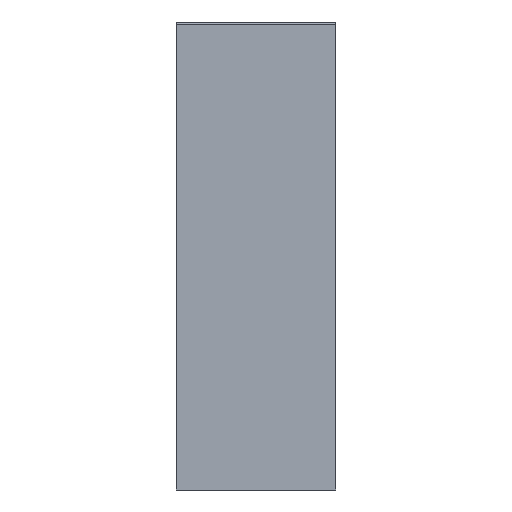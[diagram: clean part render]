
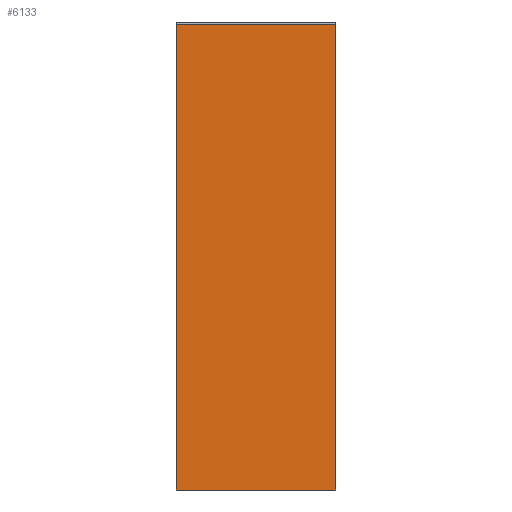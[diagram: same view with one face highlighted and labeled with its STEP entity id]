
A CAD part, left-side view. The second image highlights one B-rep face of the part: STEP entity #6133.
In plain terms, the highlighted planar face has unit normal (-1, -0.027, 0).
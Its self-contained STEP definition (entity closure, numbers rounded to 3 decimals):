
#50 = EDGE_LOOP ( 'NONE', ( #2292, #3168, #5583, #357 ) ) ;
#167 = CARTESIAN_POINT ( 'NONE',  ( -492.631, -143., -210. ) ) ;
#357 = ORIENTED_EDGE ( 'NONE', *, *, #9077, .F. ) ;
#381 = DIRECTION ( 'NONE',  ( -0.027, 1., 0.002 ) ) ;
#1157 = LINE ( 'NONE', #8744, #1311 ) ;
#1167 = VERTEX_POINT ( 'NONE', #4032 ) ;
#1232 = FACE_OUTER_BOUND ( 'NONE', #50, .T. ) ;
#1265 = VERTEX_POINT ( 'NONE', #7793 ) ;
#1311 = VECTOR ( 'NONE', #4361, 1000. ) ;
#2117 = DIRECTION ( 'NONE',  ( 0., 0., 1. ) ) ;
#2132 = EDGE_CURVE ( 'NONE', #6221, #7432, #4926, .T. ) ;
#2292 = ORIENTED_EDGE ( 'NONE', *, *, #5452, .F. ) ;
#2716 = VECTOR ( 'NONE', #8682, 1000. ) ;
#3168 = ORIENTED_EDGE ( 'NONE', *, *, #2132, .T. ) ;
#3921 = EDGE_CURVE ( 'NONE', #7432, #1265, #8977, .T. ) ;
#4032 = CARTESIAN_POINT ( 'NONE',  ( -496.5, 0., -210. ) ) ;
#4194 = LINE ( 'NONE', #10157, #2716 ) ;
#4361 = DIRECTION ( 'NONE',  ( 0., 0., 1. ) ) ;
#4547 = PLANE ( 'NONE',  #6670 ) ;
#4926 = LINE ( 'NONE', #7291, #9462 ) ;
#5452 = EDGE_CURVE ( 'NONE', #6221, #1167, #4194, .T. ) ;
#5583 = ORIENTED_EDGE ( 'NONE', *, *, #3921, .T. ) ;
#6133 = ADVANCED_FACE ( 'NONE', ( #1232 ), #4547, .T. ) ;
#6221 = VERTEX_POINT ( 'NONE', #167 ) ;
#6336 = CARTESIAN_POINT ( 'NONE',  ( -496.5, 0.003, 208. ) ) ;
#6350 = DIRECTION ( 'NONE',  ( -1., -0.027, 0. ) ) ;
#6670 = AXIS2_PLACEMENT_3D ( 'NONE', #9835, #6350, #8817 ) ;
#7291 = CARTESIAN_POINT ( 'NONE',  ( -492.631, -143., 210. ) ) ;
#7432 = VERTEX_POINT ( 'NONE', #8743 ) ;
#7793 = CARTESIAN_POINT ( 'NONE',  ( -496.5, 0., 208. ) ) ;
#8682 = DIRECTION ( 'NONE',  ( -0.027, 1., 0. ) ) ;
#8743 = CARTESIAN_POINT ( 'NONE',  ( -492.631, -143., 207.751 ) ) ;
#8744 = CARTESIAN_POINT ( 'NONE',  ( -496.5, 0., 210. ) ) ;
#8817 = DIRECTION ( 'NONE',  ( 0.027, -1., 0. ) ) ;
#8977 = LINE ( 'NONE', #6336, #9988 ) ;
#9077 = EDGE_CURVE ( 'NONE', #1167, #1265, #1157, .T. ) ;
#9462 = VECTOR ( 'NONE', #2117, 1000. ) ;
#9835 = CARTESIAN_POINT ( 'NONE',  ( -496.5, 0., 210. ) ) ;
#9988 = VECTOR ( 'NONE', #381, 1000. ) ;
#10157 = CARTESIAN_POINT ( 'NONE',  ( -492.417, -150.89, -210. ) ) ;
